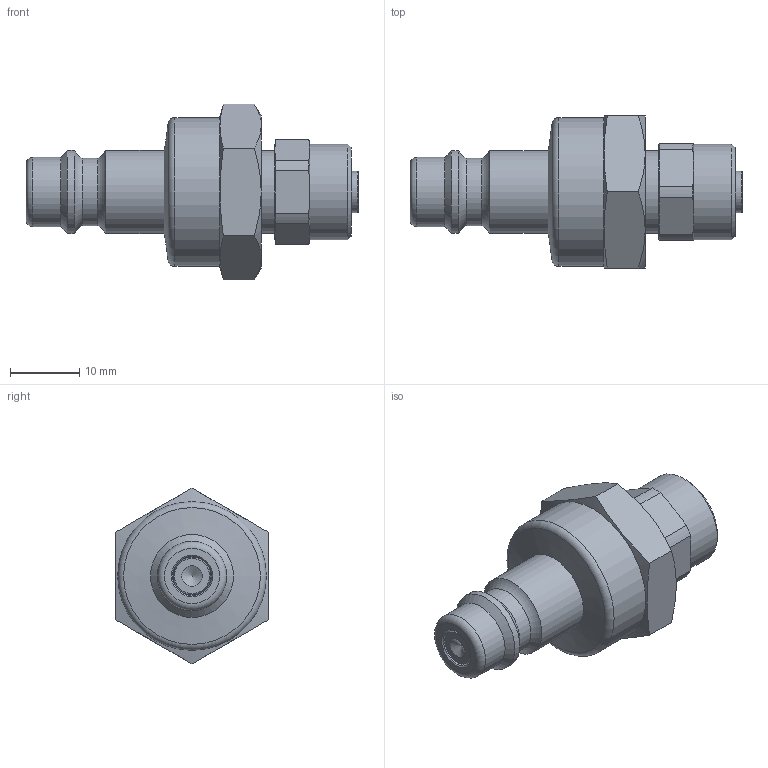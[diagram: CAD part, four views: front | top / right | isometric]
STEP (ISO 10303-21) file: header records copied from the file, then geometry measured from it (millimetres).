
FILE_DESCRIPTION(/* description */ (''),/* implementation_level */ '2;1');
FILE_NAME(/* name */ 'ESN 6 SQAB.stp',/* time_stamp */ '2023-01-16T07:06:24+01:00',/* author */ ('stefan.foerster'),/* organization */ (''),/* preprocessor_version */ 'ST-DEVELOPER v18.1',/* originating_system */ 'Autodesk Inventor 2022',/* authorisation */ '0 mm^3');
FILE_SCHEMA (('AUTOMOTIVE_DESIGN { 1 0 10303 214 3 1 1 }'));
Length unit declared in the file: millimetre
Products named in the file (1): LUE_00041662_Vereinfachen_1
Bounding box: 48 x 22 x 25.4 mm (x, y, z)
Volume: 8614.7 mm3; surface area: 3853.3 mm2
Topology: 1 solids, 1 shells, 72 faces, 167 edges, 107 vertices
Faces by surface type: plane 24, cylinder 22, cone 19, torus 7
Full cylindrical faces by diameter (mm): 3 x1, 3.3 x1, 5 x1, 5.45 x1, 5.6 x1, 6 x1, 6.6 x1, 8.3 x1, 9.75 x1, 10 x1, 11.2 x1, 12 x3, 13.8 x1, 21.5 x1
Entity records: 2170 total; most frequent: CARTESIAN_POINT 406, DIRECTION 371, ORIENTED_EDGE 332, EDGE_CURVE 166, AXIS2_PLACEMENT_3D 162, VERTEX_POINT 107, CIRCLE 89, EDGE_LOOP 83
